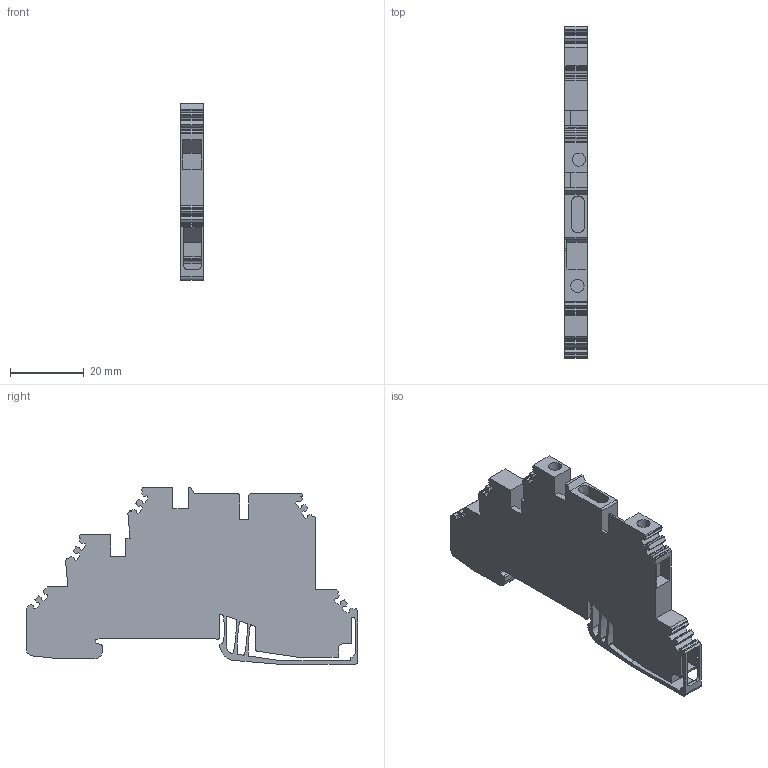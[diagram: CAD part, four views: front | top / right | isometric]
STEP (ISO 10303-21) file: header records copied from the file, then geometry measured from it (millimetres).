
FILE_DESCRIPTION(('CATIA V5 STEP Exchange','CAx-IF Rec.Pracs.--- Model Styling and Organization---1.4--- 2014-01-23'),'2;1');
FILE_NAME ('D1447140_0', '2020-04-21T05:03:45+00:00', ('none'), ('Weidmueller'), 'CATIA Version 5-6 Release 2016 SP3 HF44', 'CATIA V5 STEP AP214', 'none');
FILE_SCHEMA(('AUTOMOTIVE_DESIGN { 1 0 10303 214 1 1 1 1 }'));
Length unit declared in the file: millimetre
Products named in the file (1): 1030300000_WDL_2-5-L-L
Bounding box: 6.1 x 90 x 47.95 mm (x, y, z)
Volume: 15633.8 mm3; surface area: 9591.9 mm2
Topology: 1 solids, 1 shells, 323 faces, 952 edges, 639 vertices
Faces by surface type: plane 241, cylinder 62, extrusion 20
Entity records: 11053 total; most frequent: CARTESIAN_POINT 2228, ORIENTED_EDGE 1904, DIRECTION 1489, EDGE_CURVE 952, VECTOR 806, LINE 786, VERTEX_POINT 639, AXIS2_PLACEMENT_3D 411
